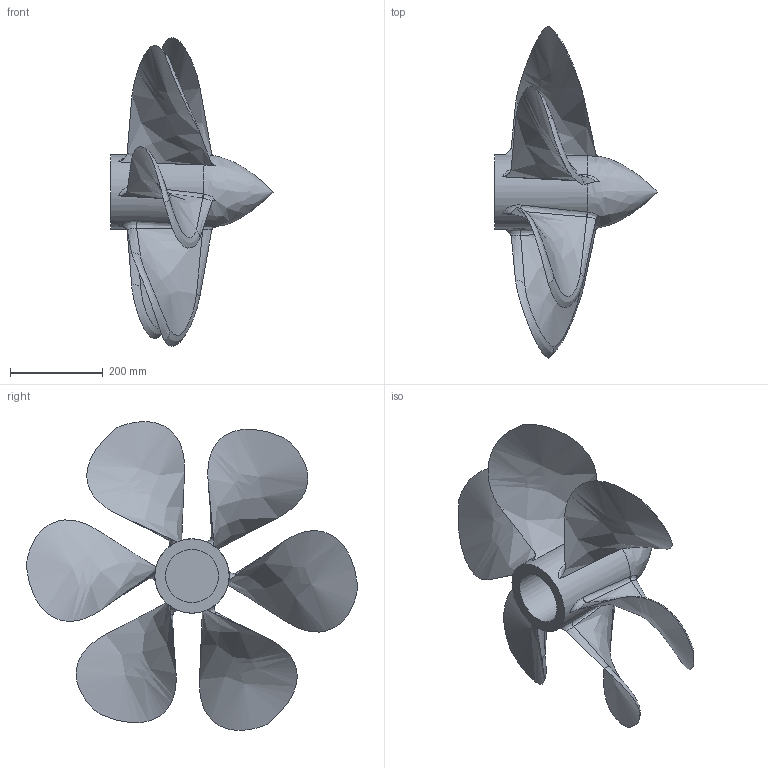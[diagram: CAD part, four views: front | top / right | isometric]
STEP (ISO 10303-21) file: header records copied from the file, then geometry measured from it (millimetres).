
FILE_DESCRIPTION(/* description */ (''),/* implementation_level */ '2;1');
FILE_NAME(/* name */ 'PROPELLER 1.stp',/* time_stamp */ '2016-12-10T21:58:19-05:00',/* author */ ('techn'),/* organization */ (''),/* preprocessor_version */ 'ST-DEVELOPER v16.5',/* originating_system */ 'Autodesk Inventor 2017',/* authorisation */ '');
FILE_SCHEMA (('AUTOMOTIVE_DESIGN { 1 0 10303 214 3 1 1 }'));
Length unit declared in the file: inch
Products named in the file (1): PROPELLER 1
Bounding box: 350 x 714.32 x 664.28 mm (x, y, z)
Volume: 6377306.2 mm3; surface area: 931286.7 mm2
Topology: 1 solids, 1 shells, 65 faces, 170 edges, 107 vertices
Faces by surface type: bspline 61, plane 2, cylinder 2
Full cylindrical faces by diameter (mm): 114 x1, 160 x1
Entity records: 12615 total; most frequent: CARTESIAN_POINT 11400, ORIENTED_EDGE 332, EDGE_CURVE 166, DIRECTION 124, VERTEX_POINT 106, B_SPLINE_CURVE_WITH_KNOTS 103, EDGE_LOOP 68, FACE_OUTER_BOUND 65
